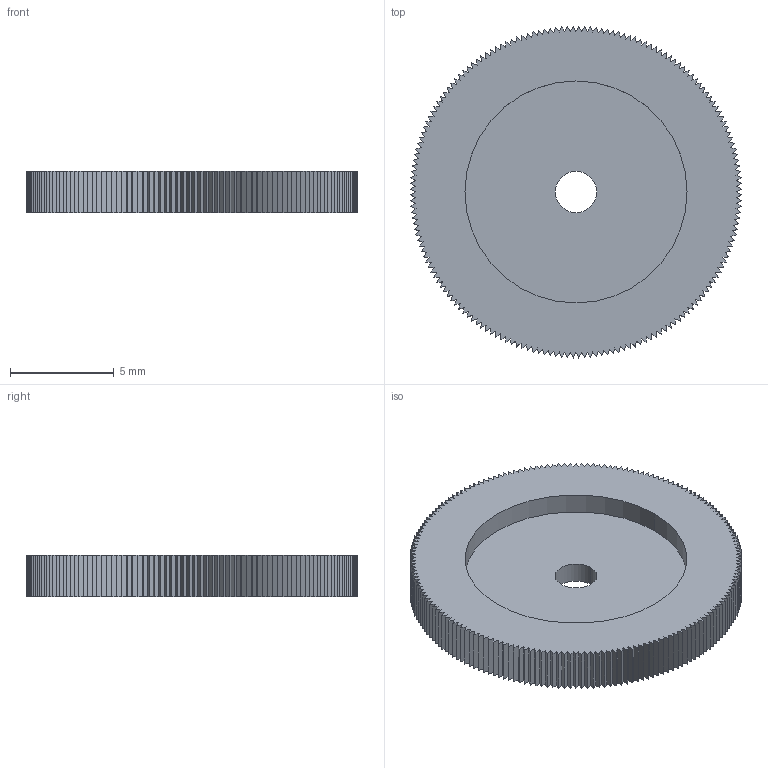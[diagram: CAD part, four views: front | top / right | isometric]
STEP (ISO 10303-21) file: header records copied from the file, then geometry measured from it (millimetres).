
FILE_DESCRIPTION(('FreeCAD Model'),'2;1');
FILE_NAME('DB-1001G.step','2015-12-12T13:32:00',('Author'),('' ),'Open CASCADE STEP processor 6.8','FreeCAD','Unknown');
FILE_SCHEMA(('AUTOMOTIVE_DESIGN_CC2 { 1 2 10303 214 -1 1 5 4 }'));
Length unit declared in the file: millimetre
Products named in the file (1): DB_1001G
Bounding box: 16 x 16 x 2 mm (x, y, z)
Volume: 296.5 mm3; surface area: 628.6 mm2
Topology: 1 solids, 1 shells, 367 faces, 1092 edges, 728 vertices
Faces by surface type: plane 363, cylinder 4
Entity records: 26627 total; most frequent: CARTESIAN_POINT 4756, DIRECTION 4004, LINE 3244, VECTOR 3244, ORIENTED_EDGE 2184, PCURVE 2184, DEFINITIONAL_REPRESENTATION 2184, EDGE_CURVE 1092
